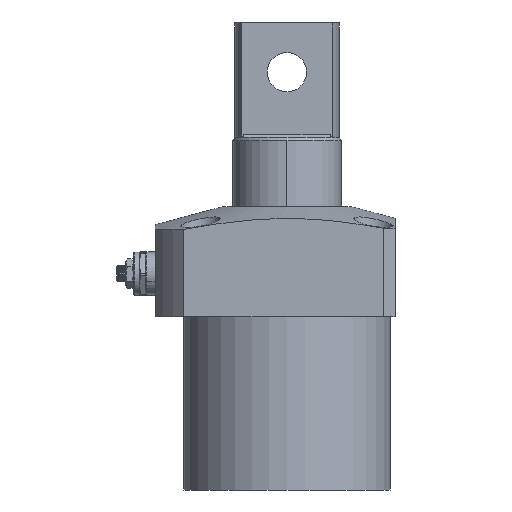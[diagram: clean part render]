
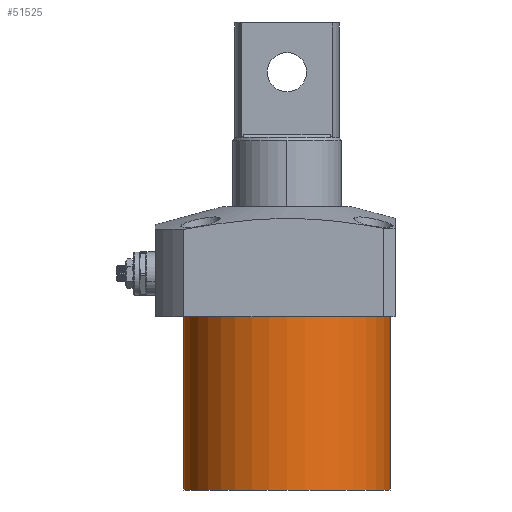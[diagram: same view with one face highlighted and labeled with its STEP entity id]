
A CAD part, front view. The second image highlights one B-rep face of the part: STEP entity #51525.
In plain terms, the highlighted cylindrical face has radius 52.5 mm (diameter 105 mm), a partial arc.
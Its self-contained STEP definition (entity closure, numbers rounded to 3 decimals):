
#276 = CARTESIAN_POINT ( 'NONE',  ( 52.5, 0., 0. ) ) ;
#552 = CIRCLE ( 'NONE', #35788, 52.5 ) ;
#6340 = AXIS2_PLACEMENT_3D ( 'NONE', #29851, #30561, #61402 ) ;
#9505 = ORIENTED_EDGE ( 'NONE', *, *, #21023, .T. ) ;
#10257 = VERTEX_POINT ( 'NONE', #27740 ) ;
#11412 = CARTESIAN_POINT ( 'NONE',  ( 0., 0., -88. ) ) ;
#11490 = EDGE_CURVE ( 'NONE', #65753, #57821, #54564, .T. ) ;
#13232 = CARTESIAN_POINT ( 'NONE',  ( -52.5, 0., -88. ) ) ;
#13276 = ORIENTED_EDGE ( 'NONE', *, *, #52246, .F. ) ;
#21023 = EDGE_CURVE ( 'NONE', #10257, #65753, #46039, .T. ) ;
#27564 = AXIS2_PLACEMENT_3D ( 'NONE', #11412, #36993, #42526 ) ;
#27740 = CARTESIAN_POINT ( 'NONE',  ( 52.5, 0., -88. ) ) ;
#28197 = EDGE_CURVE ( 'NONE', #10257, #58406, #552, .T. ) ;
#29851 = CARTESIAN_POINT ( 'NONE',  ( 0., 0., 0. ) ) ;
#30361 = VECTOR ( 'NONE', #34235, 1000. ) ;
#30561 = DIRECTION ( 'NONE',  ( 0., 0., -1. ) ) ;
#32231 = DIRECTION ( 'NONE',  ( 0., 0., -1. ) ) ;
#34235 = DIRECTION ( 'NONE',  ( 0., 0., 1. ) ) ;
#35788 = AXIS2_PLACEMENT_3D ( 'NONE', #62796, #32231, #53427 ) ;
#36993 = DIRECTION ( 'NONE',  ( 0., 0., 1. ) ) ;
#42526 = DIRECTION ( 'NONE',  ( 1., 0., 0. ) ) ;
#42546 = CYLINDRICAL_SURFACE ( 'NONE', #27564, 52.5 ) ;
#44981 = FACE_OUTER_BOUND ( 'NONE', #61480, .T. ) ;
#45148 = CARTESIAN_POINT ( 'NONE',  ( -52.5, 0., 0. ) ) ;
#46039 = LINE ( 'NONE', #65723, #30361 ) ;
#46966 = CARTESIAN_POINT ( 'NONE',  ( -52.5, 0., -88. ) ) ;
#47486 = ORIENTED_EDGE ( 'NONE', *, *, #28197, .F. ) ;
#51525 = ADVANCED_FACE ( 'NONE', ( #44981 ), #42546, .T. ) ;
#52246 = EDGE_CURVE ( 'NONE', #58406, #57821, #54028, .T. ) ;
#53427 = DIRECTION ( 'NONE',  ( -1., 0., 0. ) ) ;
#54028 = LINE ( 'NONE', #46966, #61403 ) ;
#54564 = CIRCLE ( 'NONE', #6340, 52.5 ) ;
#55424 = ORIENTED_EDGE ( 'NONE', *, *, #11490, .T. ) ;
#57364 = DIRECTION ( 'NONE',  ( 0., 0., 1. ) ) ;
#57821 = VERTEX_POINT ( 'NONE', #45148 ) ;
#58406 = VERTEX_POINT ( 'NONE', #13232 ) ;
#61402 = DIRECTION ( 'NONE',  ( 1., 0., 0. ) ) ;
#61403 = VECTOR ( 'NONE', #57364, 1000. ) ;
#61480 = EDGE_LOOP ( 'NONE', ( #13276, #47486, #9505, #55424 ) ) ;
#62796 = CARTESIAN_POINT ( 'NONE',  ( 0., 0., -88. ) ) ;
#65723 = CARTESIAN_POINT ( 'NONE',  ( 52.5, 0., -88. ) ) ;
#65753 = VERTEX_POINT ( 'NONE', #276 ) ;
